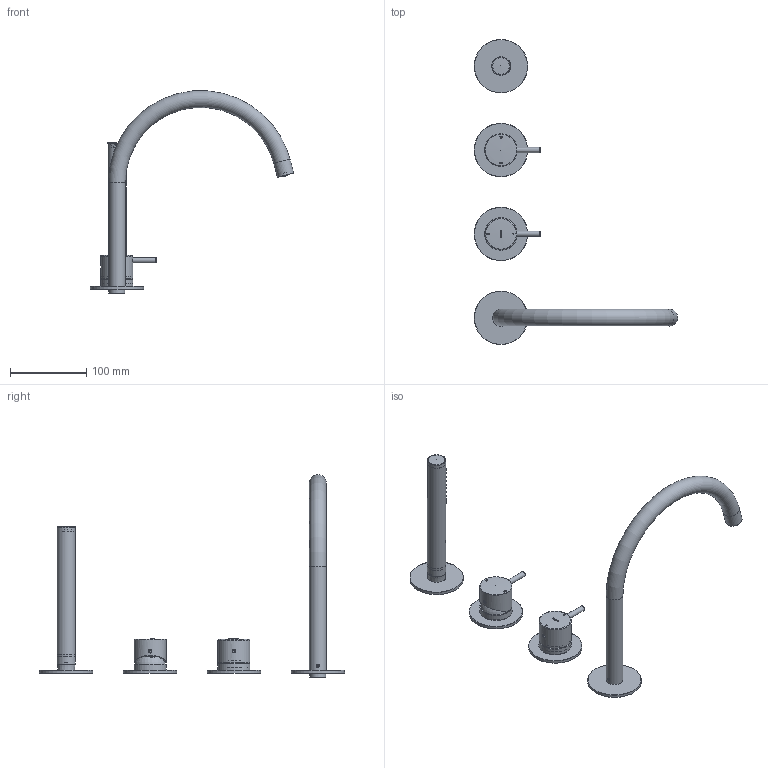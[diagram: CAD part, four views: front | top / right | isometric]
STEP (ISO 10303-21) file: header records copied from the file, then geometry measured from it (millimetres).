
FILE_DESCRIPTION(/* description */ ('Unknown'),/* implementation_level */ '2;1');
FILE_NAME(/* name */ 'CB173-00',/* time_stamp */ '2025-02-27T16:33:00+01:00',/* author */ ('Unknown'),/* organization */ ('Unknown'),/* preprocessor_version */ 'ST-DEVELOPER v19.4',/* originating_system */ 'Solid Edge',/* authorisation */ 'Unknown');
FILE_SCHEMA (('AP242_MANAGED_MODEL_BASED_3D_ENGINEERING_MIM_LF { 1 0 10303 442 3 1 4 }','AUTOMOTIVE_DESIGN {1 0 10303 214 3 1 1}'));
Length unit declared in the file: millimetre
Products named in the file (25): CB173-00; CW023-03_oa_0; CW023-03_oa_1; CW023-002_oa_2; CW023-02; CB040-001; CB004-11; CB040-01; CB003-003_oa_3; CB003-07; CB003-08; M354-00_oa_4; M354-001_oa_5; C101014_02100ZZ; A089014_00101ZZ; A064038_12900ZZ; CW072-005; CB073-008_oa_6; CB073-08; CB005-08; CW072-02_oa_7; CW072-002_oa_8; grp doccia_oa_9; CB072-01; CB023-02
Assembly tree (24 placements, depth 4):
  CB173-00
    CW023-03_oa_0
    CW023-03_oa_1
    CW023-002_oa_2
      CW023-02
    CB040-001
      CB004-11
      CB040-01
    CB003-003_oa_3
      CB003-07
      CB003-08
    M354-00_oa_4
      M354-001_oa_5
        C101014_02100ZZ
        A089014_00101ZZ
        A064038_12900ZZ
    CW072-005
    CB073-008_oa_6
      CB073-08
      CB005-08
    CW072-02_oa_7
    CW072-002_oa_8
      grp doccia_oa_9
    CB072-01
    CB023-02
Bounding box: 266.82 x 400 x 265.26 mm (x, y, z)
Volume: 150297.8 mm3; surface area: 165674.7 mm2
Topology: 17 solids, 17 shells, 1140 faces, 3060 edges, 2007 vertices
Faces by surface type: plane 386, cylinder 288, bspline 240, torus 129, cone 94, sphere 3
Full cylindrical faces by diameter (mm): 3.2 x40, 3.3 x2, 3.98 x1, 4 x1, 4.2 x1, 4.98 x1, 5 x5, 6 x1, 7 x2, 7.2 x2, 10 x1, 10.5 x1, 11 x1, 12.9 x1, 13.8 x1, 14 x2, 15 x1, 15.5 x1, 16 x2, 17 x3, 17.4 x1, 18 x3, 18.4 x1, 18.5 x1, 18.6 x1, 18.75 x1, 19 x1, 21 x1, 21.166 x1, 22 x4
Entity records: 46774 total; most frequent: CARTESIAN_POINT 18855, ORIENTED_EDGE 5072, DIRECTION 4394, EDGE_CURVE 2536, VERTEX_POINT 1818, AXIS2_PLACEMENT_3D 1775, FACE_BOUND 1738, EDGE_LOOP 1731
